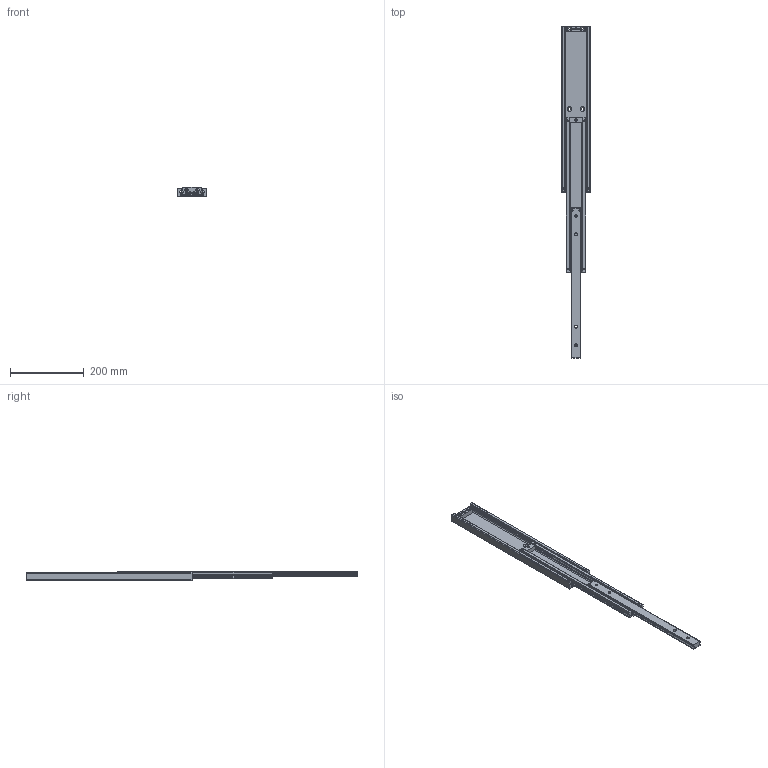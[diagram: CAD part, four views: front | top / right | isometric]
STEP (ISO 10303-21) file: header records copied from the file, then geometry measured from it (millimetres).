
FILE_DESCRIPTION(/* description */ (''),/* implementation_level */ '2;1');
FILE_NAME(/* name */ 'HZF-8027-18-450.stp',/* time_stamp */ '2024-05-15T10:01:42+08:00',/* author */ (''),/* organization */ (''),/* preprocessor_version */ 'ST-DEVELOPER v16.7',/* originating_system */ 'SIEMENS PLM Software NX 12.0',/* authorisation */ '');
FILE_SCHEMA (('AP203_CONFIGURATION_CONTROLLED_3D_DESIGN_OF_MECHANICAL_PARTS_AND_ASSEMBLIES_MIM_LF { 1 0 10303 403 2 1 2}'));
Length unit declared in the file: millimetre
Products named in the file (1): Admi52D81FADi37q
Bounding box: 80 x 900 x 26.5 mm (x, y, z)
Volume: 600505.2 mm3; surface area: 284949.3 mm2
Topology: 13 solids, 13 shells, 610 faces, 1870 edges, 1248 vertices
Faces by surface type: cylinder 311, plane 273, cone 22, sphere 4
Full cylindrical faces by diameter (mm): 3 x4, 4 x10, 5 x2, 6.6 x6, 6.8 x4, 7.5 x2, 9.9 x26, 14 x3
Entity records: 21330 total; most frequent: CARTESIAN_POINT 4675, DIRECTION 3427, ORIENTED_EDGE 3400, EDGE_CURVE 1700, AXIS2_PLACEMENT_3D 1213, VERTEX_POINT 1174, LINE 1001, VECTOR 1001
